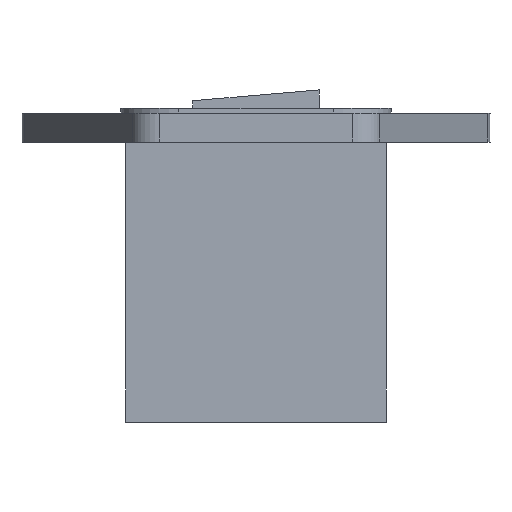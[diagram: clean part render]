
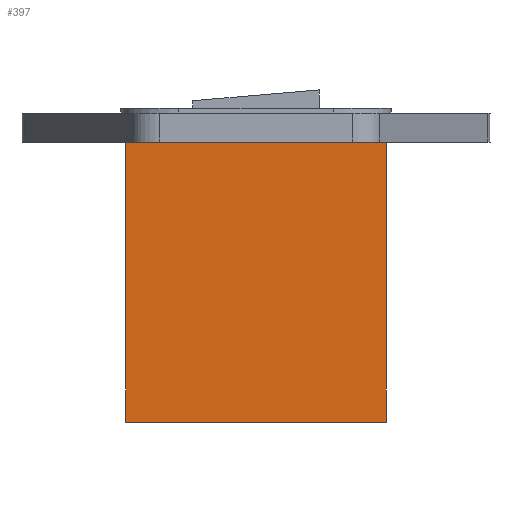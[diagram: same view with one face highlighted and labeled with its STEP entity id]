
A CAD part, front view. The second image highlights one B-rep face of the part: STEP entity #397.
In plain terms, the highlighted planar face has unit normal (0, -1, 0).
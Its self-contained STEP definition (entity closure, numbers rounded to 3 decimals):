
#153 = EDGE_CURVE ( 'NONE', #3717, #3716, #2198, .T. ) ;
#175 = EDGE_CURVE ( 'NONE', #1421, #3717, #2265, .T. ) ;
#177 = EDGE_CURVE ( 'NONE', #1423, #3716, #2271, .T. ) ;
#178 = EDGE_CURVE ( 'NONE', #1421, #1423, #2274, .T. ) ;
#397 = ADVANCED_FACE ( 'NONE', ( #3546 ), #1669, .F. ) ;
#1402 = CARTESIAN_POINT ( 'NONE',  ( 13.5, -21.587, -29. ) ) ;
#1404 = CARTESIAN_POINT ( 'NONE',  ( -13.5, -21.587, -29. ) ) ;
#1421 = VERTEX_POINT ( 'NONE', #1402 ) ;
#1423 = VERTEX_POINT ( 'NONE', #1404 ) ;
#1669 = PLANE ( 'NONE',  #3552 ) ;
#1670 = CARTESIAN_POINT ( 'NONE',  ( 13.5, -21.587, -29. ) ) ;
#1671 = DIRECTION ( 'NONE',  ( 0., 1., 0. ) ) ;
#1672 = DIRECTION ( 'NONE',  ( -1., 0., 0. ) ) ;
#1709 = VECTOR ( 'NONE', #2200, 1000. ) ;
#2198 = LINE ( 'NONE', #2199, #1709 ) ;
#2199 = CARTESIAN_POINT ( 'NONE',  ( 13.5, -21.587, 0. ) ) ;
#2200 = DIRECTION ( 'NONE',  ( -1., 0., 0. ) ) ;
#2265 = LINE ( 'NONE', #2266, #2857 ) ;
#2266 = CARTESIAN_POINT ( 'NONE',  ( 13.5, -21.587, -29. ) ) ;
#2267 = DIRECTION ( 'NONE',  ( 0., 0., 1. ) ) ;
#2271 = LINE ( 'NONE', #2272, #2855 ) ;
#2272 = CARTESIAN_POINT ( 'NONE',  ( -13.5, -21.587, -29. ) ) ;
#2273 = DIRECTION ( 'NONE',  ( 0., 0., 1. ) ) ;
#2274 = LINE ( 'NONE', #2275, #2849 ) ;
#2275 = CARTESIAN_POINT ( 'NONE',  ( 13.5, -21.587, -29. ) ) ;
#2276 = DIRECTION ( 'NONE',  ( -1., 0., 0. ) ) ;
#2572 = ORIENTED_EDGE ( 'NONE', *, *, #178, .F. ) ;
#2573 = ORIENTED_EDGE ( 'NONE', *, *, #153, .T. ) ;
#2574 = ORIENTED_EDGE ( 'NONE', *, *, #177, .F. ) ;
#2575 = ORIENTED_EDGE ( 'NONE', *, *, #175, .T. ) ;
#2629 = EDGE_LOOP ( 'NONE', ( #2573, #2574, #2572, #2575 ) ) ;
#2849 = VECTOR ( 'NONE', #2276, 1000. ) ;
#2855 = VECTOR ( 'NONE', #2273, 1000. ) ;
#2857 = VECTOR ( 'NONE', #2267, 1000. ) ;
#3347 = CARTESIAN_POINT ( 'NONE',  ( -13.5, -21.587, 0. ) ) ;
#3348 = CARTESIAN_POINT ( 'NONE',  ( 13.5, -21.587, 0. ) ) ;
#3546 = FACE_OUTER_BOUND ( 'NONE', #2629, .T. ) ;
#3552 = AXIS2_PLACEMENT_3D ( 'NONE', #1670, #1671, #1672 ) ;
#3716 = VERTEX_POINT ( 'NONE', #3347 ) ;
#3717 = VERTEX_POINT ( 'NONE', #3348 ) ;
